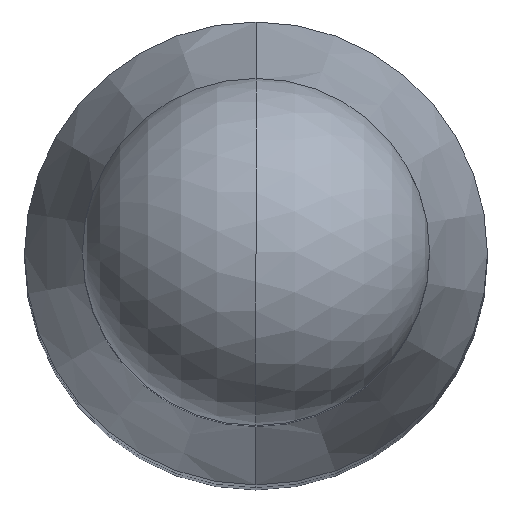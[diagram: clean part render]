
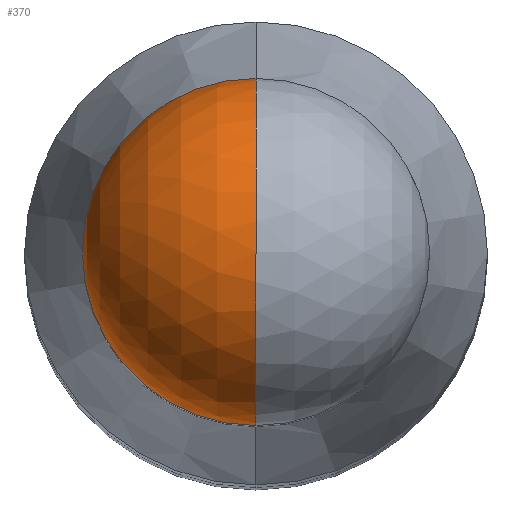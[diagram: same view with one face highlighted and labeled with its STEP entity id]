
A CAD part, top view. The second image highlights one B-rep face of the part: STEP entity #370.
In plain terms, the highlighted spherical face has radius 1.786 mm.
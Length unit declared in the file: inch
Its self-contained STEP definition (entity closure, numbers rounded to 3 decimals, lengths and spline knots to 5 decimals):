
#22 = CARTESIAN_POINT ( 'NONE',  ( 0., 0., -0.0703 ) ) ;
#26 = FACE_OUTER_BOUND ( 'NONE', #1019, .T. ) ;
#74 = VERTEX_POINT ( 'NONE', #677 ) ;
#107 = DIRECTION ( 'NONE',  ( 0., 1., 0. ) ) ;
#121 = DIRECTION ( 'NONE',  ( 0., 0., 1. ) ) ;
#133 = EDGE_CURVE ( 'NONE', #542, #529, #505, .T. ) ;
#144 = CIRCLE ( 'NONE', #232, 0.0703 ) ;
#158 = AXIS2_PLACEMENT_3D ( 'NONE', #891, #634, #107 ) ;
#180 = EDGE_CURVE ( 'NONE', #529, #584, #594, .T. ) ;
#221 = DIRECTION ( 'NONE',  ( 1., 0., 0. ) ) ;
#228 = ORIENTED_EDGE ( 'NONE', *, *, #180, .T. ) ;
#232 = AXIS2_PLACEMENT_3D ( 'NONE', #22, #546, #636 ) ;
#252 = DIRECTION ( 'NONE',  ( -1., 0., 0. ) ) ;
#260 = AXIS2_PLACEMENT_3D ( 'NONE', #852, #761, #766 ) ;
#314 = ORIENTED_EDGE ( 'NONE', *, *, #133, .T. ) ;
#370 = ADVANCED_FACE ( 'NONE', ( #26 ), #878, .T. ) ;
#417 = AXIS2_PLACEMENT_3D ( 'NONE', #547, #121, #221 ) ;
#434 = CARTESIAN_POINT ( 'NONE',  ( 0., 0., -0.0703 ) ) ;
#457 = EDGE_CURVE ( 'NONE', #74, #542, #613, .T. ) ;
#505 = CIRCLE ( 'NONE', #260, 0.0703 ) ;
#529 = VERTEX_POINT ( 'NONE', #601 ) ;
#542 = VERTEX_POINT ( 'NONE', #947 ) ;
#543 = AXIS2_PLACEMENT_3D ( 'NONE', #434, #252, #874 ) ;
#546 = DIRECTION ( 'NONE',  ( 1., 0., 0. ) ) ;
#547 = CARTESIAN_POINT ( 'NONE',  ( 0., 0., -0.0703 ) ) ;
#584 = VERTEX_POINT ( 'NONE', #870 ) ;
#594 = CIRCLE ( 'NONE', #417, 0.0703 ) ;
#601 = CARTESIAN_POINT ( 'NONE',  ( -0.0703, 0., -0.0703 ) ) ;
#613 = CIRCLE ( 'NONE', #543, 0.0703 ) ;
#634 = DIRECTION ( 'NONE',  ( 1., 0., 0. ) ) ;
#636 = DIRECTION ( 'NONE',  ( 0., 1., 0. ) ) ;
#677 = CARTESIAN_POINT ( 'NONE',  ( 0., 0., 0. ) ) ;
#693 = EDGE_CURVE ( 'NONE', #74, #584, #144, .T. ) ;
#761 = DIRECTION ( 'NONE',  ( 0., 0., 1. ) ) ;
#766 = DIRECTION ( 'NONE',  ( 1., 0., 0. ) ) ;
#852 = CARTESIAN_POINT ( 'NONE',  ( 0., 0., -0.0703 ) ) ;
#870 = CARTESIAN_POINT ( 'NONE',  ( 0., -0.0703, -0.0703 ) ) ;
#874 = DIRECTION ( 'NONE',  ( 0., -1., 0. ) ) ;
#878 = SPHERICAL_SURFACE ( 'NONE', #158, 0.0703 ) ;
#891 = CARTESIAN_POINT ( 'NONE',  ( 0., 0., -0.0703 ) ) ;
#947 = CARTESIAN_POINT ( 'NONE',  ( 0., 0.0703, -0.0703 ) ) ;
#976 = ORIENTED_EDGE ( 'NONE', *, *, #457, .T. ) ;
#994 = ORIENTED_EDGE ( 'NONE', *, *, #693, .F. ) ;
#1019 = EDGE_LOOP ( 'NONE', ( #994, #976, #314, #228 ) ) ;
